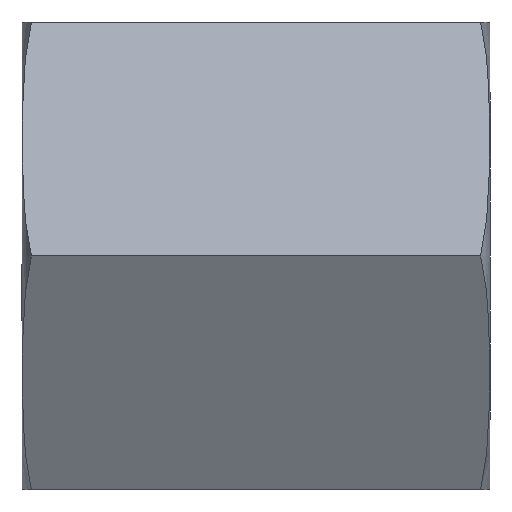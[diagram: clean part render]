
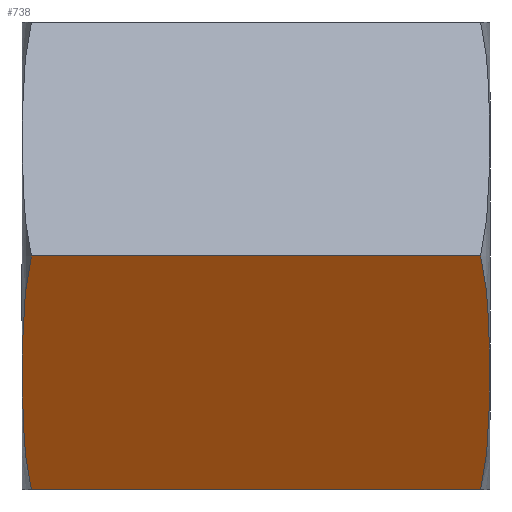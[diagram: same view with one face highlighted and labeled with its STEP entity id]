
A CAD part, left-side view. The second image highlights one B-rep face of the part: STEP entity #738.
In plain terms, the highlighted planar face has unit normal (-0.866, 0, -0.5).
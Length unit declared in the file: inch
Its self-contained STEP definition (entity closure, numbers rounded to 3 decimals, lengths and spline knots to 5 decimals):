
#7 = DIRECTION ( 'NONE',  ( 0., -1., 0. ) ) ;
#9 = CARTESIAN_POINT ( 'NONE',  ( -0.07217, 0.125, -0.125 ) ) ;
#36 = CARTESIAN_POINT ( 'NONE',  ( -0.14434, -0.12, 0. ) ) ;
#48 = CARTESIAN_POINT ( 'NONE',  ( -0.09619, -0.12466, -0.08339 ) ) ;
#72 = CARTESIAN_POINT ( 'NONE',  ( -0.14434, -0.12, 0. ) ) ;
#82 = CARTESIAN_POINT ( 'NONE',  ( -0.13841, 0.12247, -0.01027 ) ) ;
#98 = EDGE_CURVE ( 'NONE', #724, #178, #589, .T. ) ;
#136 = LINE ( 'NONE', #172, #782 ) ;
#141 = CARTESIAN_POINT ( 'NONE',  ( -0.13835, -0.12249, -0.01036 ) ) ;
#154 = VERTEX_POINT ( 'NONE', #187 ) ;
#166 = DIRECTION ( 'NONE',  ( 0.5, 0., -0.866 ) ) ;
#172 = CARTESIAN_POINT ( 'NONE',  ( -0.14434, 0.125, 0. ) ) ;
#176 = CARTESIAN_POINT ( 'NONE',  ( -0.07217, -0.12, -0.125 ) ) ;
#178 = VERTEX_POINT ( 'NONE', #452 ) ;
#182 = CARTESIAN_POINT ( 'NONE',  ( -0.07217, 0.125, -0.125 ) ) ;
#187 = CARTESIAN_POINT ( 'NONE',  ( -0.07217, -0.12, -0.125 ) ) ;
#207 = PLANE ( 'NONE',  #429 ) ;
#232 = DIRECTION ( 'NONE',  ( 0., 1., 0. ) ) ;
#256 = CARTESIAN_POINT ( 'NONE',  ( -0.07217, 0.12, -0.125 ) ) ;
#263 = CARTESIAN_POINT ( 'NONE',  ( -0.0781, -0.12247, -0.11473 ) ) ;
#325 = CARTESIAN_POINT ( 'NONE',  ( -0.0962, 0.12466, -0.08338 ) ) ;
#331 = CARTESIAN_POINT ( 'NONE',  ( -0.13235, -0.12354, -0.02077 ) ) ;
#390 = CARTESIAN_POINT ( 'NONE',  ( -0.11428, -0.12475, -0.05206 ) ) ;
#400 = EDGE_CURVE ( 'NONE', #178, #632, #136, .T. ) ;
#403 = ORIENTED_EDGE ( 'NONE', *, *, #400, .F. ) ;
#416 = CARTESIAN_POINT ( 'NONE',  ( -0.07815, 0.12249, -0.11464 ) ) ;
#424 = ORIENTED_EDGE ( 'NONE', *, *, #618, .F. ) ;
#429 = AXIS2_PLACEMENT_3D ( 'NONE', #182, #651, #166 ) ;
#452 = CARTESIAN_POINT ( 'NONE',  ( -0.14434, 0.12, 0. ) ) ;
#459 = ORIENTED_EDGE ( 'NONE', *, *, #98, .F. ) ;
#477 = CARTESIAN_POINT ( 'NONE',  ( -0.08412, -0.12353, -0.10431 ) ) ;
#499 = EDGE_CURVE ( 'NONE', #154, #724, #615, .T. ) ;
#520 = B_SPLINE_CURVE_WITH_KNOTS ( 'NONE', 3,
 ( #72, #141, #331, #739, #390, #537, #48, #477, #263, #176 ),
 .UNSPECIFIED., .F., .F.,
 ( 4, 2, 2, 2, 4 ),
 ( 0., 0.00092, 0.00184, 0.00275, 0.00367 ),
 .UNSPECIFIED. ) ;
#530 = CARTESIAN_POINT ( 'NONE',  ( -0.08416, 0.12354, -0.10423 ) ) ;
#537 = CARTESIAN_POINT ( 'NONE',  ( -0.10222, -0.12475, -0.07294 ) ) ;
#544 = CARTESIAN_POINT ( 'NONE',  ( -0.11428, 0.12475, -0.05206 ) ) ;
#552 = VECTOR ( 'NONE', #232, 39.37008 ) ;
#559 = CARTESIAN_POINT ( 'NONE',  ( -0.12031, 0.12466, -0.04161 ) ) ;
#564 = EDGE_LOOP ( 'NONE', ( #403, #459, #649, #424 ) ) ;
#565 = CARTESIAN_POINT ( 'NONE',  ( -0.10222, 0.12475, -0.07294 ) ) ;
#589 = B_SPLINE_CURVE_WITH_KNOTS ( 'NONE', 3,
 ( #256, #416, #530, #325, #565, #544, #559, #747, #82, #610 ),
 .UNSPECIFIED., .F., .F.,
 ( 4, 2, 2, 2, 4 ),
 ( 0., 0.00092, 0.00184, 0.00275, 0.00367 ),
 .UNSPECIFIED. ) ;
#610 = CARTESIAN_POINT ( 'NONE',  ( -0.14434, 0.12, 0. ) ) ;
#615 = LINE ( 'NONE', #9, #552 ) ;
#618 = EDGE_CURVE ( 'NONE', #632, #154, #520, .T. ) ;
#632 = VERTEX_POINT ( 'NONE', #36 ) ;
#649 = ORIENTED_EDGE ( 'NONE', *, *, #499, .F. ) ;
#651 = DIRECTION ( 'NONE',  ( 0.866, 0., 0.5 ) ) ;
#667 = FACE_OUTER_BOUND ( 'NONE', #564, .T. ) ;
#693 = CARTESIAN_POINT ( 'NONE',  ( -0.07217, 0.12, -0.125 ) ) ;
#724 = VERTEX_POINT ( 'NONE', #693 ) ;
#738 = ADVANCED_FACE ( 'NONE', ( #667 ), #207, .F. ) ;
#739 = CARTESIAN_POINT ( 'NONE',  ( -0.12031, -0.12466, -0.04162 ) ) ;
#747 = CARTESIAN_POINT ( 'NONE',  ( -0.13239, 0.12353, -0.02069 ) ) ;
#782 = VECTOR ( 'NONE', #7, 39.37008 ) ;
